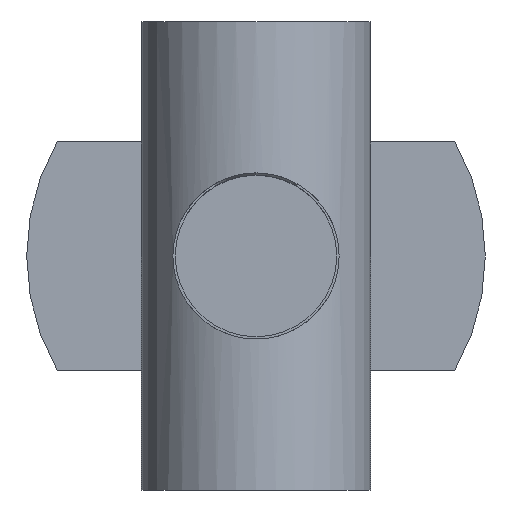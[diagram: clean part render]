
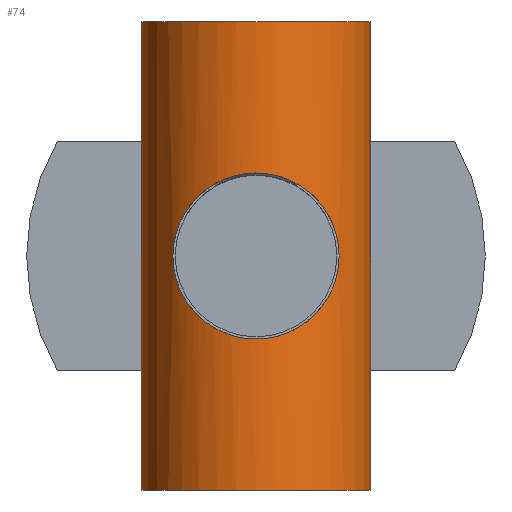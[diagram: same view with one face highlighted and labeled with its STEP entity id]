
A CAD part, left-side view. The second image highlights one B-rep face of the part: STEP entity #74.
In plain terms, the highlighted cylindrical face has radius 4.9 mm (diameter 9.8 mm), a partial arc.
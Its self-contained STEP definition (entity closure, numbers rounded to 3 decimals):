
#74=ADVANCED_FACE('',(#182,#183),#184,.T.);
#182=FACE_BOUND('',#329,.T.);
#183=FACE_OUTER_BOUND('',#330,.T.);
#184=CYLINDRICAL_SURFACE('',#331,4.9);
#329=EDGE_LOOP('',(#477,#478));
#330=EDGE_LOOP('',(#479,#480,#481,#482));
#331=AXIS2_PLACEMENT_3D('',#483,#484,#485);
#477=ORIENTED_EDGE('',*,*,#834,.F.);
#478=ORIENTED_EDGE('',*,*,#838,.F.);
#479=ORIENTED_EDGE('',*,*,#839,.F.);
#480=ORIENTED_EDGE('',*,*,#840,.T.);
#481=ORIENTED_EDGE('',*,*,#841,.F.);
#482=ORIENTED_EDGE('',*,*,#842,.T.);
#483=CARTESIAN_POINT('',(-22.5,0.0,-10.0));
#484=DIRECTION('',(0.0,0.0,-1.0));
#485=DIRECTION('',(0.0,1.0,0.0));
#834=EDGE_CURVE('',#980,#983,#984,.T.);
#838=EDGE_CURVE('',#983,#980,#989,.T.);
#839=EDGE_CURVE('',#990,#991,#992,.T.);
#840=EDGE_CURVE('',#990,#993,#994,.T.);
#841=EDGE_CURVE('',#995,#993,#996,.T.);
#842=EDGE_CURVE('',#995,#991,#997,.T.);
#980=VERTEX_POINT('',#1256);
#983=VERTEX_POINT('',#1260);
#984=B_SPLINE_CURVE_WITH_KNOTS('',3,(#1261,#1262,#1263,#1264,#1265,#1266,#1267,#1268,#1269,#1270,#1271,#1272,#1273,#1274,#1275,#1276,#1277,#1278,#1279,#1280,#1281,#1282,#1283,#1284,#1285,#1286,#1287,#1288,#1289,#1290,#1291,#1292,#1293,#1294),.UNSPECIFIED.,.F.,.F.,(4,3,3,3,3,3,3,3,3,3,3,4),(-1.126,-1.04,-0.882,-0.816,-0.74,-0.61,-0.535,-0.448,-0.32,-0.264,-0.115,0.),.UNSPECIFIED.);
#989=B_SPLINE_CURVE_WITH_KNOTS('',3,(#1333,#1334,#1335,#1336,#1337,#1338,#1339,#1340,#1341,#1342,#1343,#1344,#1345,#1346,#1347,#1348,#1349,#1350,#1351,#1352,#1353,#1354,#1355,#1356,#1357,#1358,#1359,#1360,#1361,#1362,#1363,#1364,#1365,#1366),.UNSPECIFIED.,.F.,.F.,(4,3,3,3,3,3,3,3,3,3,3,4),(0.,0.115,0.264,0.32,0.448,0.535,0.61,0.74,0.816,0.882,1.04,1.126),.UNSPECIFIED.);
#990=VERTEX_POINT('',#1367);
#991=VERTEX_POINT('',#1368);
#992=LINE('',#1369,#1370);
#993=VERTEX_POINT('',#1371);
#994=CIRCLE('',#1372,4.9);
#995=VERTEX_POINT('',#1373);
#996=LINE('',#1374,#1375);
#997=CIRCLE('',#1376,4.9);
#1256=CARTESIAN_POINT('',(-25.877,3.55,0.0));
#1260=CARTESIAN_POINT('',(-25.877,-3.55,0.0));
#1261=CARTESIAN_POINT('',(-25.877,3.55,0.));
#1262=CARTESIAN_POINT('',(-25.877,3.55,-0.288));
#1263=CARTESIAN_POINT('',(-25.916,3.515,-0.577));
#1264=CARTESIAN_POINT('',(-25.985,3.445,-0.857));
#1265=CARTESIAN_POINT('',(-26.111,3.317,-1.37));
#1266=CARTESIAN_POINT('',(-26.335,3.074,-1.846));
#1267=CARTESIAN_POINT('',(-26.55,2.759,-2.234));
#1268=CARTESIAN_POINT('',(-26.639,2.627,-2.396));
#1269=CARTESIAN_POINT('',(-26.725,2.488,-2.541));
#1270=CARTESIAN_POINT('',(-26.81,2.331,-2.677));
#1271=CARTESIAN_POINT('',(-26.908,2.151,-2.834));
#1272=CARTESIAN_POINT('',(-27.003,1.947,-2.979));
#1273=CARTESIAN_POINT('',(-27.086,1.726,-3.102));
#1274=CARTESIAN_POINT('',(-27.229,1.347,-3.313));
#1275=CARTESIAN_POINT('',(-27.334,0.914,-3.459));
#1276=CARTESIAN_POINT('',(-27.377,0.475,-3.518));
#1277=CARTESIAN_POINT('',(-27.402,0.221,-3.552));
#1278=CARTESIAN_POINT('',(-27.406,-0.029,-3.559));
#1279=CARTESIAN_POINT('',(-27.392,-0.282,-3.539));
#1280=CARTESIAN_POINT('',(-27.375,-0.575,-3.515));
#1281=CARTESIAN_POINT('',(-27.331,-0.87,-3.454));
#1282=CARTESIAN_POINT('',(-27.263,-1.15,-3.359));
#1283=CARTESIAN_POINT('',(-27.163,-1.563,-3.217));
#1284=CARTESIAN_POINT('',(-27.012,-1.944,-2.998));
#1285=CARTESIAN_POINT('',(-26.848,-2.26,-2.738));
#1286=CARTESIAN_POINT('',(-26.776,-2.398,-2.624));
#1287=CARTESIAN_POINT('',(-26.704,-2.522,-2.505));
#1288=CARTESIAN_POINT('',(-26.629,-2.639,-2.375));
#1289=CARTESIAN_POINT('',(-26.43,-2.95,-2.028));
#1290=CARTESIAN_POINT('',(-26.211,-3.207,-1.6));
#1291=CARTESIAN_POINT('',(-26.062,-3.365,-1.131));
#1292=CARTESIAN_POINT('',(-25.947,-3.487,-0.769));
#1293=CARTESIAN_POINT('',(-25.877,-3.55,-0.382));
#1294=CARTESIAN_POINT('',(-25.877,-3.55,0.));
#1333=CARTESIAN_POINT('',(-25.877,-3.55,0.));
#1334=CARTESIAN_POINT('',(-25.877,-3.55,0.382));
#1335=CARTESIAN_POINT('',(-25.947,-3.487,0.769));
#1336=CARTESIAN_POINT('',(-26.062,-3.365,1.131));
#1337=CARTESIAN_POINT('',(-26.211,-3.207,1.6));
#1338=CARTESIAN_POINT('',(-26.43,-2.95,2.028));
#1339=CARTESIAN_POINT('',(-26.629,-2.639,2.375));
#1340=CARTESIAN_POINT('',(-26.704,-2.522,2.505));
#1341=CARTESIAN_POINT('',(-26.776,-2.398,2.624));
#1342=CARTESIAN_POINT('',(-26.848,-2.26,2.738));
#1343=CARTESIAN_POINT('',(-27.012,-1.944,2.998));
#1344=CARTESIAN_POINT('',(-27.163,-1.563,3.217));
#1345=CARTESIAN_POINT('',(-27.263,-1.15,3.359));
#1346=CARTESIAN_POINT('',(-27.331,-0.87,3.454));
#1347=CARTESIAN_POINT('',(-27.375,-0.575,3.515));
#1348=CARTESIAN_POINT('',(-27.392,-0.282,3.539));
#1349=CARTESIAN_POINT('',(-27.406,-0.029,3.559));
#1350=CARTESIAN_POINT('',(-27.402,0.221,3.552));
#1351=CARTESIAN_POINT('',(-27.377,0.475,3.518));
#1352=CARTESIAN_POINT('',(-27.334,0.914,3.459));
#1353=CARTESIAN_POINT('',(-27.229,1.347,3.313));
#1354=CARTESIAN_POINT('',(-27.086,1.726,3.102));
#1355=CARTESIAN_POINT('',(-27.003,1.947,2.979));
#1356=CARTESIAN_POINT('',(-26.908,2.151,2.834));
#1357=CARTESIAN_POINT('',(-26.81,2.331,2.677));
#1358=CARTESIAN_POINT('',(-26.725,2.488,2.541));
#1359=CARTESIAN_POINT('',(-26.639,2.627,2.396));
#1360=CARTESIAN_POINT('',(-26.55,2.759,2.234));
#1361=CARTESIAN_POINT('',(-26.335,3.074,1.846));
#1362=CARTESIAN_POINT('',(-26.111,3.317,1.37));
#1363=CARTESIAN_POINT('',(-25.985,3.445,0.857));
#1364=CARTESIAN_POINT('',(-25.916,3.515,0.577));
#1365=CARTESIAN_POINT('',(-25.877,3.55,0.288));
#1366=CARTESIAN_POINT('',(-25.877,3.55,0.));
#1367=CARTESIAN_POINT('',(-22.5,4.9,-10.0));
#1368=CARTESIAN_POINT('',(-22.5,4.9,10.0));
#1369=CARTESIAN_POINT('',(-22.5,4.9,-10.0));
#1370=VECTOR('',#1818,1.0);
#1371=CARTESIAN_POINT('',(-22.5,-4.9,-10.0));
#1372=AXIS2_PLACEMENT_3D('',#1819,#1820,#1821);
#1373=CARTESIAN_POINT('',(-22.5,-4.9,10.0));
#1374=CARTESIAN_POINT('',(-22.5,-4.9,-10.0));
#1375=VECTOR('',#1822,1.0);
#1376=AXIS2_PLACEMENT_3D('',#1823,#1824,#1825);
#1818=DIRECTION('',(-0.0,-0.0,1.0));
#1819=CARTESIAN_POINT('',(-22.5,0.0,-10.0));
#1820=DIRECTION('',(0.0,0.0,1.0));
#1821=DIRECTION('',(0.0,-1.0,0.0));
#1822=DIRECTION('',(0.0,0.0,-1.0));
#1823=CARTESIAN_POINT('',(-22.5,0.0,10.0));
#1824=DIRECTION('',(0.0,0.0,-1.0));
#1825=DIRECTION('',(0.0,-1.0,0.0));
